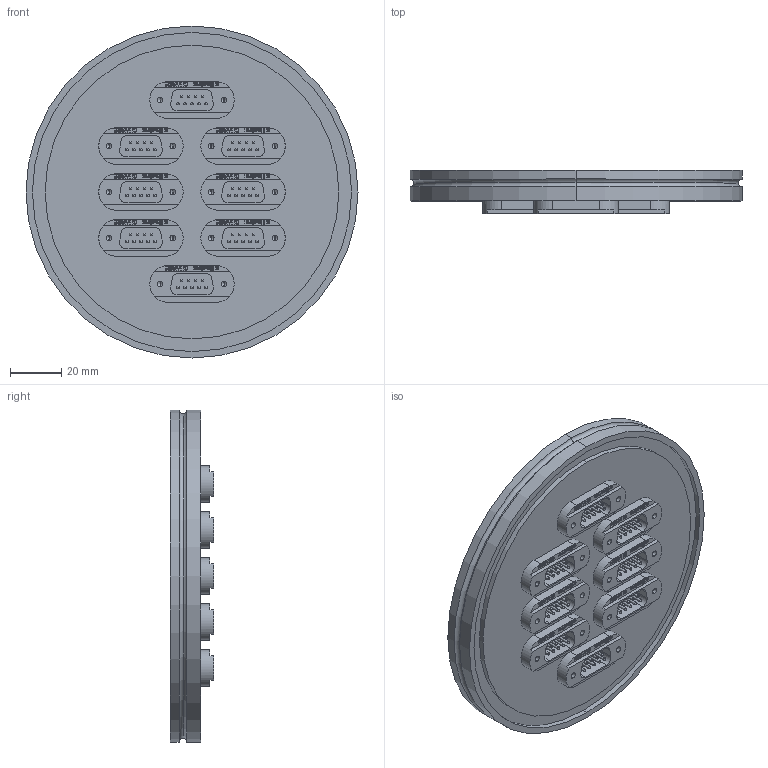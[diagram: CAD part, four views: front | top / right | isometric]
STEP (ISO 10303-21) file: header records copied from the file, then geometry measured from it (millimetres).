
FILE_DESCRIPTION (( 'STEP AP214' ), '1' );
FILE_NAME ('210-D09-ISO100-8.step', '2025-02-17T20:19:35', ( '' ), ( '' ), 'SwSTEP 2.0', 'SolidWorks 2022', '' );
FILE_SCHEMA (( 'AUTOMOTIVE_DESIGN' ));
Length unit declared in the file: millimetre
Products named in the file (5): 210-D09-ISO100-8; 9210-PIN-FENI_Pin vergoldet; 218-D9-37-SS_218-D09-SS; 9210-D09-ISO100-8_DN100 ISO-K; 9218-D9-37-SS-V22_9pin 1mm beschr. allectra
Assembly tree (19 placements, depth 3):
  210-D09-ISO100-8
    9210-D09-ISO100-8_DN100 ISO-K
    218-D9-37-SS_218-D09-SS  x8
      9218-D9-37-SS-V22_9pin 1mm beschr. allectra
      9210-PIN-FENI_Pin vergoldet
Bounding box: 130 x 17 x 130 mm (x, y, z)
Volume: 148637.2 mm3; surface area: 65191.8 mm2
Topology: 81 solids, 81 shells, 2462 faces, 6706 edges, 4394 vertices
Faces by surface type: plane 1174, cylinder 844, bspline 216, sphere 144, cone 64, torus 20
Entity records: 11997 total; most frequent: CARTESIAN_POINT 3526, ORIENTED_EDGE 1698, DIRECTION 1673, EDGE_CURVE 849, VERTEX_POINT 560, AXIS2_PLACEMENT_3D 559, VECTOR 555, LINE 555
